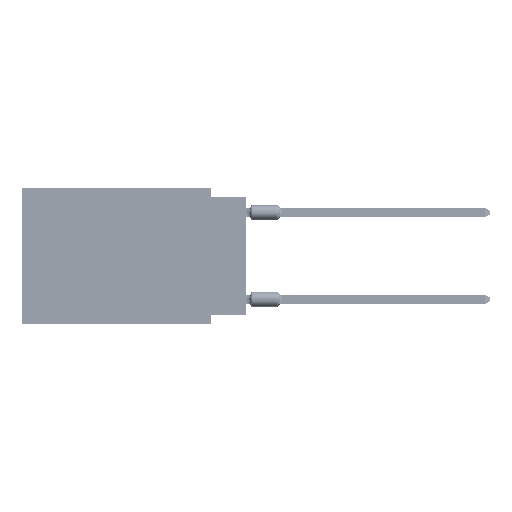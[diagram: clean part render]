
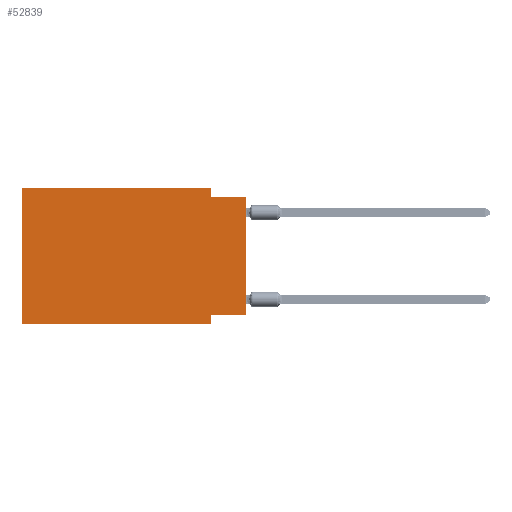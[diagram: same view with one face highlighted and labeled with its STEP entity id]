
A CAD part, left-side view. The second image highlights one B-rep face of the part: STEP entity #52839.
In plain terms, the highlighted planar face has unit normal (-1, 0, 0).
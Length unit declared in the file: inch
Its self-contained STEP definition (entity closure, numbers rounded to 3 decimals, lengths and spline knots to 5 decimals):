
#429 = EDGE_CURVE ( 'NONE', #75093, #3913, #40262, .T. ) ;
#1730 = EDGE_CURVE ( 'NONE', #75093, #6749, #86635, .T. ) ;
#2572 = DIRECTION ( 'NONE',  ( 0., 0., -1. ) ) ;
#2998 = FACE_OUTER_BOUND ( 'NONE', #11098, .T. ) ;
#3276 = VECTOR ( 'NONE', #79545, 39.37008 ) ;
#3328 = DIRECTION ( 'NONE',  ( 0., -1., 0. ) ) ;
#3676 = VERTEX_POINT ( 'NONE', #44653 ) ;
#3913 = VERTEX_POINT ( 'NONE', #6200 ) ;
#5012 = AXIS2_PLACEMENT_3D ( 'NONE', #43163, #83756, #10488 ) ;
#6200 = CARTESIAN_POINT ( 'NONE',  ( 0., 0.1, -0.39 ) ) ;
#6749 = VERTEX_POINT ( 'NONE', #44245 ) ;
#8058 = DIRECTION ( 'NONE',  ( 0., 0., -1. ) ) ;
#8495 = LINE ( 'NONE', #16444, #75205 ) ;
#9122 = LINE ( 'NONE', #75793, #74997 ) ;
#9196 = VERTEX_POINT ( 'NONE', #34086 ) ;
#10488 = DIRECTION ( 'NONE',  ( 0., 0., -1. ) ) ;
#11098 = EDGE_LOOP ( 'NONE', ( #26656, #45857, #56208, #33378, #75628, #22391, #21475, #33590 ) ) ;
#13176 = EDGE_CURVE ( 'NONE', #18610, #3676, #75412, .T. ) ;
#13734 = VECTOR ( 'NONE', #3328, 39.37008 ) ;
#15466 = VECTOR ( 'NONE', #2572, 39.37008 ) ;
#16444 = CARTESIAN_POINT ( 'NONE',  ( 0., 0.1, -0.39 ) ) ;
#17402 = VERTEX_POINT ( 'NONE', #75017 ) ;
#17710 = EDGE_CURVE ( 'NONE', #3676, #17402, #9122, .T. ) ;
#18610 = VERTEX_POINT ( 'NONE', #75915 ) ;
#20992 = CARTESIAN_POINT ( 'NONE',  ( 0., 0.645, -0.39 ) ) ;
#21475 = ORIENTED_EDGE ( 'NONE', *, *, #63907, .F. ) ;
#22391 = ORIENTED_EDGE ( 'NONE', *, *, #429, .T. ) ;
#23595 = EDGE_CURVE ( 'NONE', #6749, #18610, #44821, .T. ) ;
#26656 = ORIENTED_EDGE ( 'NONE', *, *, #58629, .T. ) ;
#27900 = CARTESIAN_POINT ( 'NONE',  ( 0., 0.645, 0. ) ) ;
#30544 = VECTOR ( 'NONE', #80155, 39.37008 ) ;
#33378 = ORIENTED_EDGE ( 'NONE', *, *, #23595, .F. ) ;
#33590 = ORIENTED_EDGE ( 'NONE', *, *, #82124, .F. ) ;
#34086 = CARTESIAN_POINT ( 'NONE',  ( 0., 0., -0.365 ) ) ;
#38201 = CARTESIAN_POINT ( 'NONE',  ( 0., 0., 0. ) ) ;
#38840 = CARTESIAN_POINT ( 'NONE',  ( 0., 0.1, -0.365 ) ) ;
#39341 = VECTOR ( 'NONE', #52292, 39.37008 ) ;
#40262 = LINE ( 'NONE', #66315, #3276 ) ;
#43163 = CARTESIAN_POINT ( 'NONE',  ( 0., 0.645, 0. ) ) ;
#44245 = CARTESIAN_POINT ( 'NONE',  ( 0., 0.645, 0. ) ) ;
#44653 = CARTESIAN_POINT ( 'NONE',  ( 0., 0.1, -0.025 ) ) ;
#44821 = LINE ( 'NONE', #84987, #13734 ) ;
#45323 = CARTESIAN_POINT ( 'NONE',  ( 0., 0., -0.365 ) ) ;
#45857 = ORIENTED_EDGE ( 'NONE', *, *, #17710, .F. ) ;
#50637 = PLANE ( 'NONE',  #5012 ) ;
#51494 = LINE ( 'NONE', #45323, #30544 ) ;
#52292 = DIRECTION ( 'NONE',  ( 0., 0., 1. ) ) ;
#52839 = ADVANCED_FACE ( 'NONE', ( #2998 ), #50637, .F. ) ;
#54237 = VERTEX_POINT ( 'NONE', #38840 ) ;
#55537 = CARTESIAN_POINT ( 'NONE',  ( 0., 0.1, 0. ) ) ;
#56208 = ORIENTED_EDGE ( 'NONE', *, *, #13176, .F. ) ;
#58629 = EDGE_CURVE ( 'NONE', #9196, #17402, #79651, .T. ) ;
#60148 = DIRECTION ( 'NONE',  ( 0., 0., 1. ) ) ;
#63907 = EDGE_CURVE ( 'NONE', #54237, #3913, #8495, .T. ) ;
#66315 = CARTESIAN_POINT ( 'NONE',  ( 0., 0.645, -0.39 ) ) ;
#74997 = VECTOR ( 'NONE', #83282, 39.37008 ) ;
#75017 = CARTESIAN_POINT ( 'NONE',  ( 0., 0., -0.025 ) ) ;
#75093 = VERTEX_POINT ( 'NONE', #20992 ) ;
#75205 = VECTOR ( 'NONE', #8058, 39.37008 ) ;
#75412 = LINE ( 'NONE', #55537, #15466 ) ;
#75628 = ORIENTED_EDGE ( 'NONE', *, *, #1730, .F. ) ;
#75732 = VECTOR ( 'NONE', #60148, 39.37008 ) ;
#75793 = CARTESIAN_POINT ( 'NONE',  ( 0., 0., -0.025 ) ) ;
#75915 = CARTESIAN_POINT ( 'NONE',  ( 0., 0.1, 0. ) ) ;
#79545 = DIRECTION ( 'NONE',  ( 0., -1., 0. ) ) ;
#79651 = LINE ( 'NONE', #38201, #39341 ) ;
#80155 = DIRECTION ( 'NONE',  ( 0., 1., 0. ) ) ;
#82124 = EDGE_CURVE ( 'NONE', #9196, #54237, #51494, .T. ) ;
#83282 = DIRECTION ( 'NONE',  ( 0., -1., 0. ) ) ;
#83756 = DIRECTION ( 'NONE',  ( 1., 0., 0. ) ) ;
#84987 = CARTESIAN_POINT ( 'NONE',  ( 0., 0.645, 0. ) ) ;
#86635 = LINE ( 'NONE', #27900, #75732 ) ;
